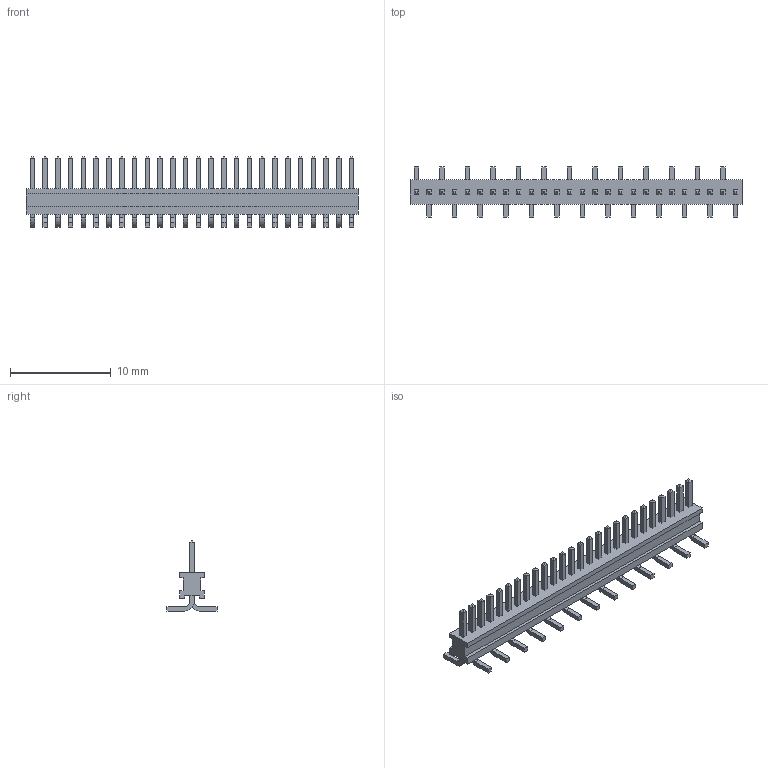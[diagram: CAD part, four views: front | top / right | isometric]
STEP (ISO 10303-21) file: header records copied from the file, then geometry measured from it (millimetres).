
FILE_DESCRIPTION(('FreeCAD Model'),'2;1');
FILE_NAME('Open CASCADE Shape Model','2025-01-14T20:25:01',(''),(''), 'Open CASCADE STEP processor 7.8','FreeCAD','Unknown');
FILE_SCHEMA(('AUTOMOTIVE_DESIGN { 1 0 10303 214 1 1 1 1 }'));
Length unit declared in the file: millimetre
Products named in the file (4): FTR-126-03-L-S; FTR-126-03-L-S_body; FTR-126-03-L-S_pins; FTR-126-03-L-S2PNS
Assembly tree (3 placements, depth 2):
  FTR-126-03-L-S
    FTR-126-03-L-S_body
    FTR-126-03-L-S_pins
    FTR-126-03-L-S2PNS
Bounding box: 33.02 x 4.98 x 6.99 mm (x, y, z)
Volume: 220.1 mm3; surface area: 1071.6 mm2
Topology: 3 solids, 3 shells, 598 faces, 1528 edges, 984 vertices
Faces by surface type: plane 546, cylinder 52
Entity records: 17861 total; most frequent: CARTESIAN_POINT 3114, ORIENTED_EDGE 3056, DIRECTION 2836, EDGE_CURVE 1528, LINE 1424, VECTOR 1424, VERTEX_POINT 984, AXIS2_PLACEMENT_3D 706
